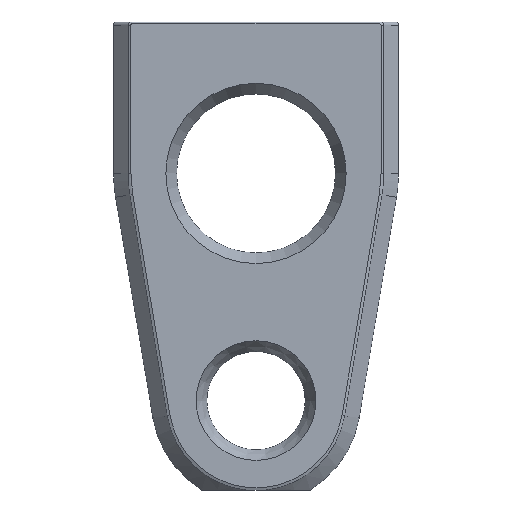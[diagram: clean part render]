
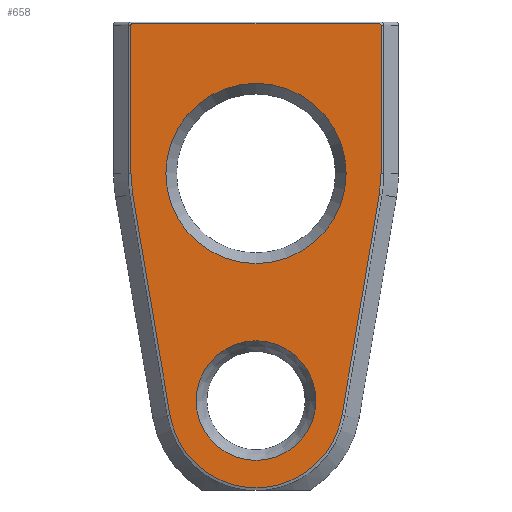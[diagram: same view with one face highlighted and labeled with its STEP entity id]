
A CAD part, top view. The second image highlights one B-rep face of the part: STEP entity #658.
In plain terms, the highlighted planar face has unit normal (0, 0, 1).
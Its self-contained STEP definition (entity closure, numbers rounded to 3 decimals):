
#34=FACE_BOUND('',#109,.T.);
#35=FACE_BOUND('',#110,.T.);
#38=ELLIPSE('',#715,0.295,0.146);
#39=ELLIPSE('',#716,0.295,0.146);
#42=B_SPLINE_CURVE_WITH_KNOTS('',3,(#962,#963,#964,#965,#966,#967),
 .UNSPECIFIED.,.F.,.F.,(4,1,1,4),(-1.224,-0.699,
-0.35,0.),.UNSPECIFIED.);
#43=B_SPLINE_CURVE_WITH_KNOTS('',3,(#975,#976,#977,#978,#979,#980),
 .UNSPECIFIED.,.F.,.F.,(4,1,1,4),(0.,0.35,
0.524,1.224),.UNSPECIFIED.);
#44=B_SPLINE_CURVE_WITH_KNOTS('',3,(#984,#985,#986,#987,#988,#989),
 .UNSPECIFIED.,.F.,.F.,(4,2,4),(-0.276,-0.138,0.),
 .UNSPECIFIED.);
#45=B_SPLINE_CURVE_WITH_KNOTS('',3,(#997,#998,#999,#1000,#1001,#1002),
 .UNSPECIFIED.,.F.,.F.,(4,2,4),(-0.276,-0.138,0.),
 .UNSPECIFIED.);
#50=PLANE('',#714);
#68=FACE_OUTER_BOUND('',#108,.T.);
#108=EDGE_LOOP('',(#458,#459,#460,#461,#462,#463,#464,#465,#466,#467,#468,
#469));
#109=EDGE_LOOP('',(#470));
#110=EDGE_LOOP('',(#471));
#152=LINE('',#971,#214);
#153=LINE('',#982,#215);
#154=LINE('',#991,#216);
#155=LINE('',#995,#217);
#156=LINE('',#1003,#218);
#214=VECTOR('',#783,10.);
#215=VECTOR('',#786,10.);
#216=VECTOR('',#787,10.);
#217=VECTOR('',#790,10.);
#218=VECTOR('',#791,10.);
#275=CIRCLE('',#712,7.9);
#277=CIRCLE('',#717,11.517);
#278=CIRCLE('',#718,11.9);
#296=VERTEX_POINT('',#954);
#298=VERTEX_POINT('',#960);
#299=VERTEX_POINT('',#961);
#300=VERTEX_POINT('',#968);
#301=VERTEX_POINT('',#970);
#302=VERTEX_POINT('',#972);
#303=VERTEX_POINT('',#974);
#304=VERTEX_POINT('',#981);
#305=VERTEX_POINT('',#983);
#306=VERTEX_POINT('',#990);
#307=VERTEX_POINT('',#992);
#308=VERTEX_POINT('',#994);
#309=VERTEX_POINT('',#996);
#310=VERTEX_POINT('',#1004);
#356=EDGE_CURVE('',#296,#296,#275,.T.);
#359=EDGE_CURVE('',#298,#299,#42,.T.);
#360=EDGE_CURVE('',#300,#298,#38,.T.);
#361=EDGE_CURVE('',#301,#300,#152,.T.);
#362=EDGE_CURVE('',#302,#301,#39,.T.);
#363=EDGE_CURVE('',#303,#302,#43,.T.);
#364=EDGE_CURVE('',#304,#303,#153,.T.);
#365=EDGE_CURVE('',#305,#304,#44,.T.);
#366=EDGE_CURVE('',#306,#305,#154,.T.);
#367=EDGE_CURVE('',#307,#306,#277,.T.);
#368=EDGE_CURVE('',#308,#307,#155,.T.);
#369=EDGE_CURVE('',#309,#308,#45,.T.);
#370=EDGE_CURVE('',#299,#309,#156,.T.);
#371=EDGE_CURVE('',#310,#310,#278,.T.);
#458=ORIENTED_EDGE('',*,*,#359,.F.);
#459=ORIENTED_EDGE('',*,*,#360,.F.);
#460=ORIENTED_EDGE('',*,*,#361,.F.);
#461=ORIENTED_EDGE('',*,*,#362,.F.);
#462=ORIENTED_EDGE('',*,*,#363,.F.);
#463=ORIENTED_EDGE('',*,*,#364,.F.);
#464=ORIENTED_EDGE('',*,*,#365,.F.);
#465=ORIENTED_EDGE('',*,*,#366,.F.);
#466=ORIENTED_EDGE('',*,*,#367,.F.);
#467=ORIENTED_EDGE('',*,*,#368,.F.);
#468=ORIENTED_EDGE('',*,*,#369,.F.);
#469=ORIENTED_EDGE('',*,*,#370,.F.);
#470=ORIENTED_EDGE('',*,*,#371,.F.);
#471=ORIENTED_EDGE('',*,*,#356,.F.);
#658=ADVANCED_FACE('',(#68,#34,#35),#50,.F.);
#712=AXIS2_PLACEMENT_3D('',#955,#774,#775);
#714=AXIS2_PLACEMENT_3D('',#959,#779,#780);
#715=AXIS2_PLACEMENT_3D('',#969,#781,#782);
#716=AXIS2_PLACEMENT_3D('',#973,#784,#785);
#717=AXIS2_PLACEMENT_3D('',#993,#788,#789);
#718=AXIS2_PLACEMENT_3D('',#1005,#792,#793);
#774=DIRECTION('center_axis',(0.,0.,1.));
#775=DIRECTION('ref_axis',(-1.,0.,0.));
#779=DIRECTION('center_axis',(0.,0.,-1.));
#780=DIRECTION('ref_axis',(0.,1.,0.));
#781=DIRECTION('center_axis',(0.,0.,-1.));
#782=DIRECTION('ref_axis',(0.998,-0.07,0.));
#783=DIRECTION('',(1.,0.,0.));
#784=DIRECTION('center_axis',(0.,0.,-1.));
#785=DIRECTION('ref_axis',(0.998,0.07,0.));
#786=DIRECTION('',(0.,1.,0.));
#787=DIRECTION('',(-0.167,0.986,0.));
#788=DIRECTION('center_axis',(0.,0.,-1.));
#789=DIRECTION('ref_axis',(0.515,-0.857,0.));
#790=DIRECTION('',(-0.167,-0.986,0.));
#791=DIRECTION('',(0.,-1.,0.));
#792=DIRECTION('center_axis',(0.,0.,1.));
#793=DIRECTION('ref_axis',(-1.,0.,0.));
#954=CARTESIAN_POINT('',(87.9,-17.5,2.5));
#955=CARTESIAN_POINT('Origin',(80.,-17.5,2.5));
#959=CARTESIAN_POINT('Origin',(80.,1.5,2.5));
#960=CARTESIAN_POINT('',(96.294,32.282,2.5));
#961=CARTESIAN_POINT('',(96.517,32.1,2.5));
#962=CARTESIAN_POINT('Ctrl Pts',(96.294,32.282,2.5));
#963=CARTESIAN_POINT('Ctrl Pts',(96.362,32.265,2.5));
#964=CARTESIAN_POINT('Ctrl Pts',(96.457,32.215,2.5));
#965=CARTESIAN_POINT('Ctrl Pts',(96.512,32.142,2.5));
#966=CARTESIAN_POINT('Ctrl Pts',(96.517,32.114,2.5));
#967=CARTESIAN_POINT('Ctrl Pts',(96.517,32.1,2.5));
#968=CARTESIAN_POINT('',(96.151,32.3,2.5));
#969=CARTESIAN_POINT('Origin',(96.183,32.153,2.5));
#970=CARTESIAN_POINT('',(63.849,32.3,2.5));
#971=CARTESIAN_POINT('',(89.5,32.3,2.5));
#972=CARTESIAN_POINT('',(63.706,32.282,2.5));
#973=CARTESIAN_POINT('Origin',(63.817,32.153,2.5));
#974=CARTESIAN_POINT('',(63.483,32.1,2.5));
#975=CARTESIAN_POINT('Ctrl Pts',(63.483,32.1,2.5));
#976=CARTESIAN_POINT('Ctrl Pts',(63.483,32.114,2.5));
#977=CARTESIAN_POINT('Ctrl Pts',(63.488,32.135,2.5));
#978=CARTESIAN_POINT('Ctrl Pts',(63.529,32.202,2.5));
#979=CARTESIAN_POINT('Ctrl Pts',(63.616,32.259,2.5));
#980=CARTESIAN_POINT('Ctrl Pts',(63.706,32.282,2.5));
#981=CARTESIAN_POINT('',(63.483,12.499,2.5));
#982=CARTESIAN_POINT('',(63.483,9.25,2.5));
#983=CARTESIAN_POINT('',(63.714,9.748,2.5));
#984=CARTESIAN_POINT('Ctrl Pts',(63.714,9.748,2.5));
#985=CARTESIAN_POINT('Ctrl Pts',(63.637,10.202,2.5));
#986=CARTESIAN_POINT('Ctrl Pts',(63.579,10.66,2.5));
#987=CARTESIAN_POINT('Ctrl Pts',(63.502,11.578,2.5));
#988=CARTESIAN_POINT('Ctrl Pts',(63.483,12.039,2.5));
#989=CARTESIAN_POINT('Ctrl Pts',(63.483,12.499,2.5));
#990=CARTESIAN_POINT('',(68.644,-19.42,2.5));
#991=CARTESIAN_POINT('',(65.07,1.726,2.5));
#992=CARTESIAN_POINT('',(91.356,-19.42,2.5));
#993=CARTESIAN_POINT('Origin',(80.,-17.5,2.5));
#994=CARTESIAN_POINT('',(96.286,9.748,2.5));
#995=CARTESIAN_POINT('',(93.698,-5.565,2.5));
#996=CARTESIAN_POINT('',(96.517,12.499,2.5));
#997=CARTESIAN_POINT('Ctrl Pts',(96.517,12.499,2.5));
#998=CARTESIAN_POINT('Ctrl Pts',(96.517,12.039,2.5));
#999=CARTESIAN_POINT('Ctrl Pts',(96.498,11.578,2.5));
#1000=CARTESIAN_POINT('Ctrl Pts',(96.421,10.66,2.5));
#1001=CARTESIAN_POINT('Ctrl Pts',(96.363,10.202,2.5));
#1002=CARTESIAN_POINT('Ctrl Pts',(96.286,9.748,2.5));
#1003=CARTESIAN_POINT('',(96.517,4.25,2.5));
#1004=CARTESIAN_POINT('',(91.9,12.5,2.5));
#1005=CARTESIAN_POINT('Origin',(80.,12.5,2.5));
